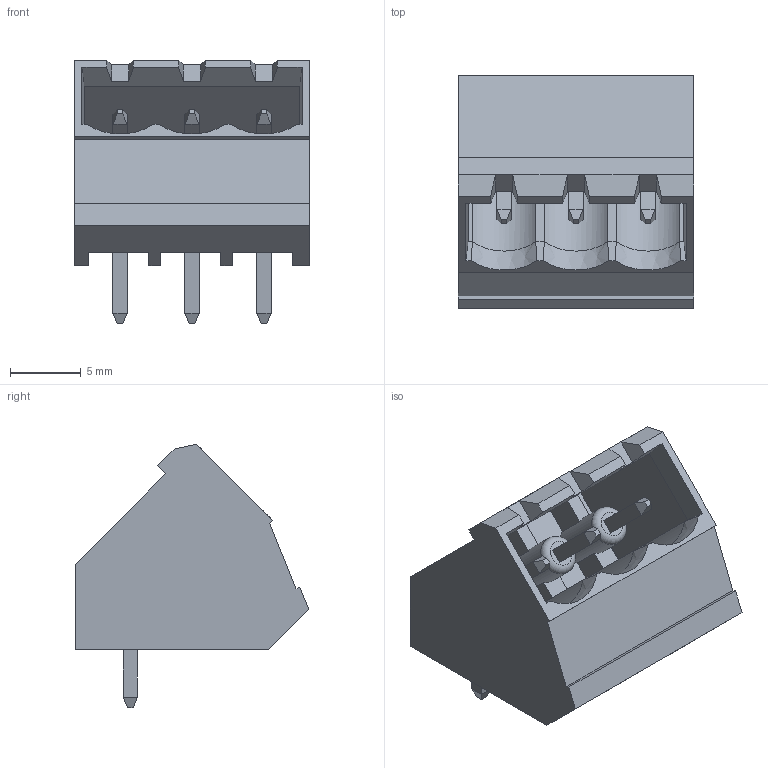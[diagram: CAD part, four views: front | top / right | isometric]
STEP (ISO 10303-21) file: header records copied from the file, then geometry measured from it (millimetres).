
FILE_DESCRIPTION( ( 'Unknown' ), '1' );
FILE_NAME( '691314520103.stp', 'Unknown', ( 'Unknown' ), ( 'Unknown' ), 'PSStep 15.0.49', 'Unknown', ' ' );
FILE_SCHEMA( ( 'AUTOMOTIVE_DESIGN { 1 0 10303 214 1 1 1 1 }' ) );
Length unit declared in the file: millimetre
Products named in the file (3): Assem1; 6913145201xx_PIN; 691314520103
Assembly tree (4 placements, depth 2):
  Assem1
    6913145201xx_PIN  x3
    691314520103
Bounding box: 16.64 x 16.5 x 18.6 mm (x, y, z)
Volume: 1141 mm3; surface area: 2563.8 mm2
Topology: 4 solids, 4 shells, 197 faces, 533 edges, 341 vertices
Faces by surface type: plane 185, cylinder 6, cone 3, torus 3
Full cylindrical faces by diameter (mm): 2.75 x3
Entity records: 6597 total; most frequent: CARTESIAN_POINT 969, ORIENTED_EDGE 912, DIRECTION 829, EDGE_CURVE 456, LINE 405, VECTOR 405, VERTEX_POINT 298, AXIS2_PLACEMENT_3D 212
